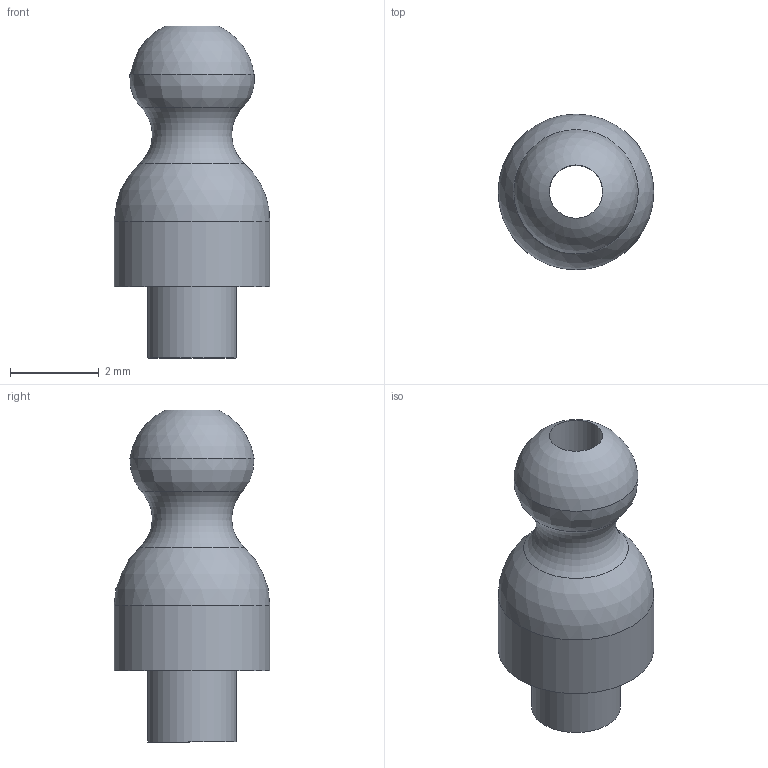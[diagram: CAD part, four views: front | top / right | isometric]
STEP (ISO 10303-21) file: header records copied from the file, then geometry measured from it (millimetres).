
FILE_DESCRIPTION(('FreeCAD Model'),'2;1');
FILE_NAME('Open CASCADE Shape Model','2021-11-27T09:28:50',('BT'),(''), 'Open CASCADE STEP processor 7.4','FreeCAD','Unknown');
FILE_SCHEMA(('AUTOMOTIVE_DESIGN { 1 0 10303 214 1 1 1 1 }'));
Length unit declared in the file: millimetre
Products named in the file (1): Body
Bounding box: 3.5 x 3.5 x 7.47 mm (x, y, z)
Volume: 33.6 mm3; surface area: 102.3 mm2
Topology: 1 solids, 1 shells, 10 faces, 18 edges, 10 vertices
Faces by surface type: cylinder 4, sphere 2, plane 2, revolution 1, torus 1
Full cylindrical faces by diameter (mm): 1.2 x2, 2 x1, 3.5 x1
Entity records: 278 total; most frequent: DIRECTION 55, CARTESIAN_POINT 40, ORIENTED_EDGE 36, AXIS2_PLACEMENT_3D 25, EDGE_CURVE 18, CIRCLE 15, FACE_BOUND 12, EDGE_LOOP 12
